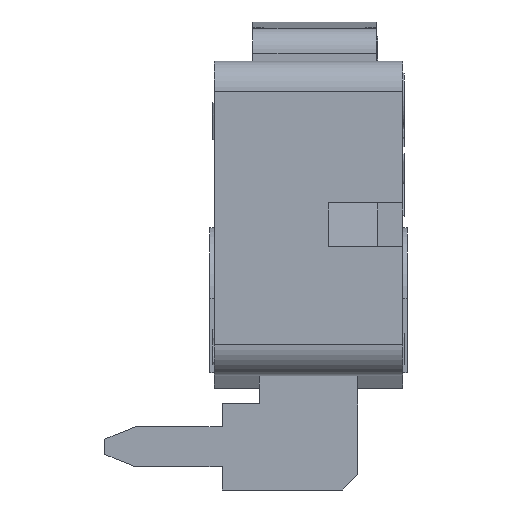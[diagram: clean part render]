
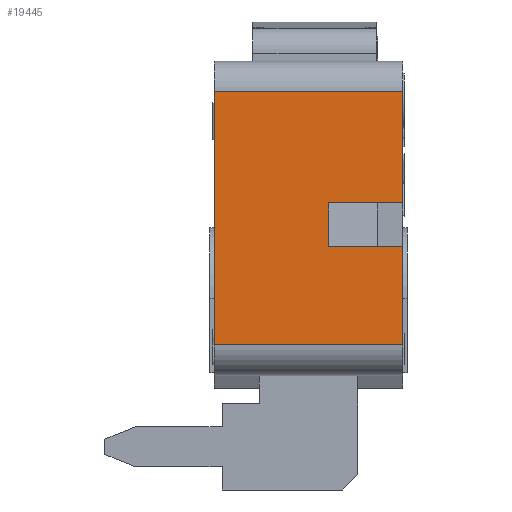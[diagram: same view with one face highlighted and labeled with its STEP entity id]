
A CAD part, left-side view. The second image highlights one B-rep face of the part: STEP entity #19445.
In plain terms, the highlighted planar face has unit normal (-1, 0, 0).
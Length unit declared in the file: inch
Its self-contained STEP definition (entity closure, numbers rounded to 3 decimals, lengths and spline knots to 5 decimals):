
#2324=CARTESIAN_POINT('',(-0.20079,-0.24016,0.12205));
#2325=VERTEX_POINT('',#2324);
#2332=CARTESIAN_POINT('',(-0.20079,-0.14567,0.12205));
#2333=VERTEX_POINT('',#2332);
#2334=CARTESIAN_POINT('',(-0.20079,-0.14567,0.12205));
#2335=DIRECTION('',(0.0,-1.0,0.0));
#2336=VECTOR('',#2335,0.09449);
#2337=LINE('',#2334,#2336);
#2338=EDGE_CURVE('',#2333,#2325,#2337,.T.);
#16011=CARTESIAN_POINT('',(-0.20079,-0.24016,0.06693));
#16012=VERTEX_POINT('',#16011);
#16019=CARTESIAN_POINT('',(-0.20079,-0.24016,-0.05906));
#16020=VERTEX_POINT('',#16019);
#16021=CARTESIAN_POINT('',(-0.20079,-0.24016,-0.05906));
#16022=DIRECTION('',(0.0,0.0,1.0));
#16023=VECTOR('',#16022,0.12598);
#16024=LINE('',#16021,#16023);
#16025=EDGE_CURVE('',#16020,#16012,#16024,.T.);
#16181=CARTESIAN_POINT('',(-0.20079,-0.24016,0.26378));
#16182=VERTEX_POINT('',#16181);
#16190=CARTESIAN_POINT('',(-0.20079,-0.24016,0.12205));
#16191=DIRECTION('',(0.0,0.0,1.0));
#16192=VECTOR('',#16191,0.14173);
#16193=LINE('',#16190,#16192);
#16194=EDGE_CURVE('',#2325,#16182,#16193,.T.);
#16944=CARTESIAN_POINT('',(-0.20079,-0.14567,0.06693));
#16945=VERTEX_POINT('',#16944);
#16954=CARTESIAN_POINT('',(-0.20079,-0.24016,0.06693));
#16955=DIRECTION('',(0.0,1.0,0.0));
#16956=VECTOR('',#16955,0.09449);
#16957=LINE('',#16954,#16956);
#16958=EDGE_CURVE('',#16012,#16945,#16957,.T.);
#17687=CARTESIAN_POINT('',(-0.20079,0.0,-0.05906));
#17688=VERTEX_POINT('',#17687);
#17696=CARTESIAN_POINT('',(-0.20079,0.0,0.26378));
#17697=VERTEX_POINT('',#17696);
#17698=CARTESIAN_POINT('',(-0.20079,0.0,0.26378));
#17699=DIRECTION('',(0.0,0.0,-1.0));
#17700=VECTOR('',#17699,0.32283);
#17701=LINE('',#17698,#17700);
#17702=EDGE_CURVE('',#17697,#17688,#17701,.T.);
#19409=CARTESIAN_POINT('',(-0.20079,-0.14567,0.06693));
#19410=DIRECTION('',(0.0,0.0,1.0));
#19411=VECTOR('',#19410,0.05512);
#19412=LINE('',#19409,#19411);
#19413=EDGE_CURVE('',#16945,#2333,#19412,.T.);
#19420=CARTESIAN_POINT('',(-0.20079,-0.25217,-0.0752));
#19421=DIRECTION('',(-1.0,0.0,0.0));
#19422=DIRECTION('',(0.0,0.0,1.0));
#19423=AXIS2_PLACEMENT_3D('',#19420,#19421,#19422);
#19424=PLANE('',#19423);
#19425=ORIENTED_EDGE('',*,*,#17702,.T.);
#19426=CARTESIAN_POINT('',(-0.20079,-0.24016,-0.05906));
#19427=DIRECTION('',(0.0,1.0,0.0));
#19428=VECTOR('',#19427,0.24016);
#19429=LINE('',#19426,#19428);
#19430=EDGE_CURVE('',#16020,#17688,#19429,.T.);
#19431=ORIENTED_EDGE('',*,*,#19430,.F.);
#19432=ORIENTED_EDGE('',*,*,#16025,.T.);
#19433=ORIENTED_EDGE('',*,*,#16958,.T.);
#19434=ORIENTED_EDGE('',*,*,#19413,.T.);
#19435=ORIENTED_EDGE('',*,*,#2338,.T.);
#19436=ORIENTED_EDGE('',*,*,#16194,.T.);
#19437=CARTESIAN_POINT('',(-0.20079,-0.24016,0.26378));
#19438=DIRECTION('',(0.0,1.0,0.0));
#19439=VECTOR('',#19438,0.24016);
#19440=LINE('',#19437,#19439);
#19441=EDGE_CURVE('',#16182,#17697,#19440,.T.);
#19442=ORIENTED_EDGE('',*,*,#19441,.T.);
#19443=EDGE_LOOP('',(#19425,#19431,#19432,#19433,#19434,#19435,#19436,#19442));
#19444=FACE_OUTER_BOUND('',#19443,.T.);
#19445=ADVANCED_FACE('',(#19444),#19424,.T.);
